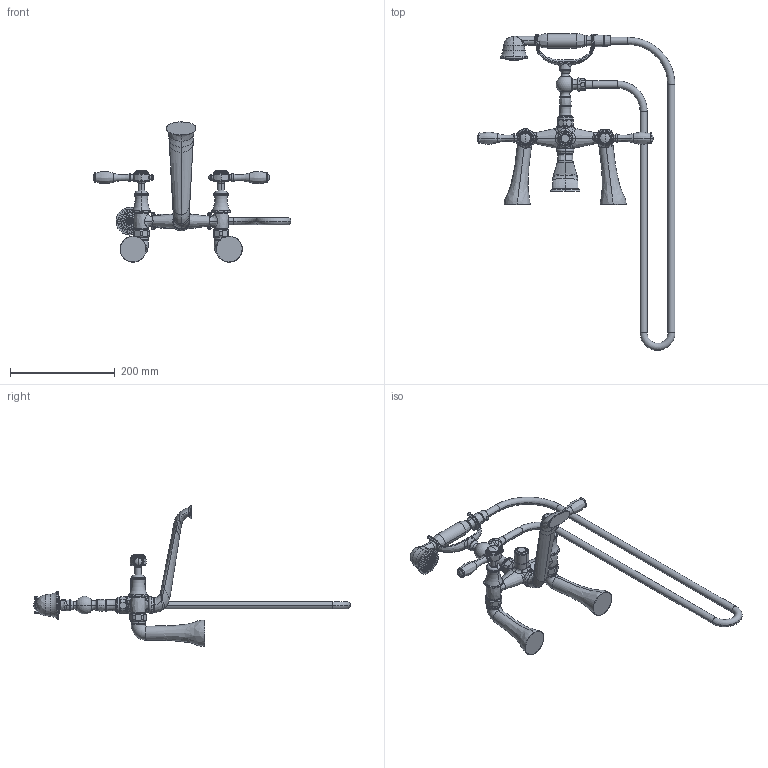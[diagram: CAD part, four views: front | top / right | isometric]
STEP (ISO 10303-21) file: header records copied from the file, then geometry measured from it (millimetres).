
FILE_DESCRIPTION((''),'2;1');
FILE_NAME('12894','2021-01-15T11:49:53',('jinson.thomas'),(''),'CREO PARAMETRIC BY PTC INC, 2018400','CREO PARAMETRIC BY PTC INC, 2018400','');
FILE_SCHEMA(('CONFIG_CONTROL_DESIGN'));
Length unit declared in the file: inch
Products named in the file (1): 12894
Bounding box: 378.95 x 606.04 x 268.56 mm (x, y, z)
Volume: 1051061.7 mm3; surface area: 201421.3 mm2
Topology: 1 solids, 3 shells, 1159 faces, 2414 edges, 1494 vertices
Faces by surface type: plane 437, cylinder 251, torus 170, bspline 169, cone 94, sphere 34, extrusion 4
Entity records: 57788 total; most frequent: CARTESIAN_POINT 35043, ORIENTED_EDGE 4788, DIRECTION 4196, EDGE_CURVE 2394, AXIS2_PLACEMENT_3D 1818, VERTEX_POINT 1494, EDGE_LOOP 1416, FACE_OUTER_BOUND 1159
